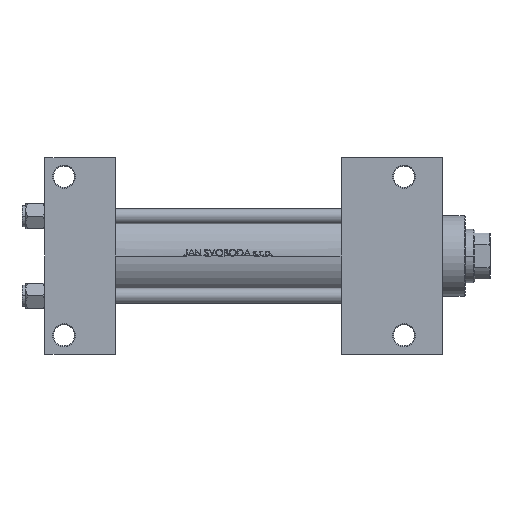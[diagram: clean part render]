
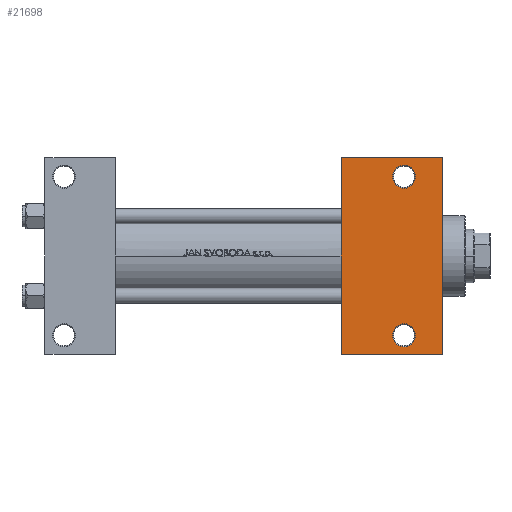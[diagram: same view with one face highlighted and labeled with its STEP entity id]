
A CAD part, front view. The second image highlights one B-rep face of the part: STEP entity #21698.
In plain terms, the highlighted face is planar.
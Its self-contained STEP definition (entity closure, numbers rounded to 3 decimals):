
#339 = AXIS2_PLACEMENT_3D ( 'NONE', #19560, #23342, #29457 ) ;
#371 = EDGE_CURVE ( 'NONE', #28185, #11219, #34642, .T. ) ;
#499 = CARTESIAN_POINT ( 'NONE',  ( 188., 41.5, -30. ) ) ;
#504 = CARTESIAN_POINT ( 'NONE',  ( 188., -41.5, -30. ) ) ;
#871 = ORIENTED_EDGE ( 'NONE', *, *, #8412, .F. ) ;
#2780 = VERTEX_POINT ( 'NONE', #20719 ) ;
#4111 = EDGE_CURVE ( 'NONE', #47232, #2780, #15336, .T. ) ;
#4250 = FACE_OUTER_BOUND ( 'NONE', #18971, .T. ) ;
#4783 = VECTOR ( 'NONE', #14524, 1000. ) ;
#5974 = EDGE_CURVE ( 'NONE', #39976, #15865, #11619, .T. ) ;
#6003 = AXIS2_PLACEMENT_3D ( 'NONE', #7208, #37615, #22541 ) ;
#7208 = CARTESIAN_POINT ( 'NONE',  ( 188., 41.5, -30. ) ) ;
#7400 = VERTEX_POINT ( 'NONE', #33485 ) ;
#8412 = EDGE_CURVE ( 'NONE', #7400, #2780, #49216, .T. ) ;
#8513 = DIRECTION ( 'NONE',  ( 0., 1., 0. ) ) ;
#9509 = ORIENTED_EDGE ( 'NONE', *, *, #37000, .T. ) ;
#11219 = VERTEX_POINT ( 'NONE', #46706 ) ;
#11619 = CIRCLE ( 'NONE', #6003, 6. ) ;
#11831 = CARTESIAN_POINT ( 'NONE',  ( 155., -51.5, -30. ) ) ;
#13381 = VECTOR ( 'NONE', #23290, 1000. ) ;
#14166 = EDGE_LOOP ( 'NONE', ( #14445, #26114 ) ) ;
#14445 = ORIENTED_EDGE ( 'NONE', *, *, #27071, .T. ) ;
#14524 = DIRECTION ( 'NONE',  ( 1., 0., 0. ) ) ;
#14747 = EDGE_CURVE ( 'NONE', #48745, #47232, #19014, .T. ) ;
#14828 = CARTESIAN_POINT ( 'NONE',  ( 155., 30., -30. ) ) ;
#15186 = CARTESIAN_POINT ( 'NONE',  ( 208., -51.5, -30. ) ) ;
#15272 = CIRCLE ( 'NONE', #30504, 6. ) ;
#15336 = LINE ( 'NONE', #11831, #42022 ) ;
#15723 = CARTESIAN_POINT ( 'NONE',  ( 208., 30., -30. ) ) ;
#15820 = DIRECTION ( 'NONE',  ( 0., -1., 0. ) ) ;
#15865 = VERTEX_POINT ( 'NONE', #25013 ) ;
#16793 = DIRECTION ( 'NONE',  ( 0., 1., 0. ) ) ;
#18358 = EDGE_LOOP ( 'NONE', ( #41723, #48489 ) ) ;
#18971 = EDGE_LOOP ( 'NONE', ( #871, #9509, #24961, #23184 ) ) ;
#19014 = LINE ( 'NONE', #15723, #13381 ) ;
#19560 = CARTESIAN_POINT ( 'NONE',  ( 208., 30., -30. ) ) ;
#19835 = DIRECTION ( 'NONE',  ( 0., 0., 1. ) ) ;
#20719 = CARTESIAN_POINT ( 'NONE',  ( 155., -51.5, -30. ) ) ;
#21588 = CARTESIAN_POINT ( 'NONE',  ( 155., 51.5, -30. ) ) ;
#21698 = ADVANCED_FACE ( 'NONE', ( #30609, #38657, #4250 ), #45671, .T. ) ;
#22541 = DIRECTION ( 'NONE',  ( 0., 1., 0. ) ) ;
#22559 = CARTESIAN_POINT ( 'NONE',  ( 188., -41.5, -30. ) ) ;
#23184 = ORIENTED_EDGE ( 'NONE', *, *, #4111, .T. ) ;
#23290 = DIRECTION ( 'NONE',  ( 0., -1., 0. ) ) ;
#23342 = DIRECTION ( 'NONE',  ( 0., 0., -1. ) ) ;
#24961 = ORIENTED_EDGE ( 'NONE', *, *, #14747, .T. ) ;
#25013 = CARTESIAN_POINT ( 'NONE',  ( 182., 41.5, -30. ) ) ;
#25476 = CARTESIAN_POINT ( 'NONE',  ( 194., 41.5, -30. ) ) ;
#26114 = ORIENTED_EDGE ( 'NONE', *, *, #5974, .T. ) ;
#27071 = EDGE_CURVE ( 'NONE', #15865, #39976, #36628, .T. ) ;
#27612 = DIRECTION ( 'NONE',  ( 0., 0., 1. ) ) ;
#28185 = VERTEX_POINT ( 'NONE', #29067 ) ;
#28547 = VECTOR ( 'NONE', #15820, 1000. ) ;
#29057 = AXIS2_PLACEMENT_3D ( 'NONE', #22559, #42122, #45870 ) ;
#29067 = CARTESIAN_POINT ( 'NONE',  ( 194., -41.5, -30. ) ) ;
#29390 = AXIS2_PLACEMENT_3D ( 'NONE', #499, #19835, #16793 ) ;
#29457 = DIRECTION ( 'NONE',  ( 0., 1., 0. ) ) ;
#30504 = AXIS2_PLACEMENT_3D ( 'NONE', #504, #27612, #8513 ) ;
#30609 = FACE_BOUND ( 'NONE', #14166, .T. ) ;
#30659 = DIRECTION ( 'NONE',  ( -1., 0., 0. ) ) ;
#33485 = CARTESIAN_POINT ( 'NONE',  ( 155., 51.5, -30. ) ) ;
#33855 = LINE ( 'NONE', #21588, #4783 ) ;
#34642 = CIRCLE ( 'NONE', #29057, 6. ) ;
#36628 = CIRCLE ( 'NONE', #29390, 6. ) ;
#37000 = EDGE_CURVE ( 'NONE', #7400, #48745, #33855, .T. ) ;
#37615 = DIRECTION ( 'NONE',  ( 0., 0., 1. ) ) ;
#38657 = FACE_BOUND ( 'NONE', #18358, .T. ) ;
#39976 = VERTEX_POINT ( 'NONE', #25476 ) ;
#41723 = ORIENTED_EDGE ( 'NONE', *, *, #44129, .T. ) ;
#42022 = VECTOR ( 'NONE', #30659, 1000. ) ;
#42122 = DIRECTION ( 'NONE',  ( 0., 0., 1. ) ) ;
#42140 = CARTESIAN_POINT ( 'NONE',  ( 208., 51.5, -30. ) ) ;
#44129 = EDGE_CURVE ( 'NONE', #11219, #28185, #15272, .T. ) ;
#45671 = PLANE ( 'NONE',  #339 ) ;
#45870 = DIRECTION ( 'NONE',  ( 0., 1., 0. ) ) ;
#46706 = CARTESIAN_POINT ( 'NONE',  ( 182., -41.5, -30. ) ) ;
#47232 = VERTEX_POINT ( 'NONE', #15186 ) ;
#48489 = ORIENTED_EDGE ( 'NONE', *, *, #371, .T. ) ;
#48745 = VERTEX_POINT ( 'NONE', #42140 ) ;
#49216 = LINE ( 'NONE', #14828, #28547 ) ;
